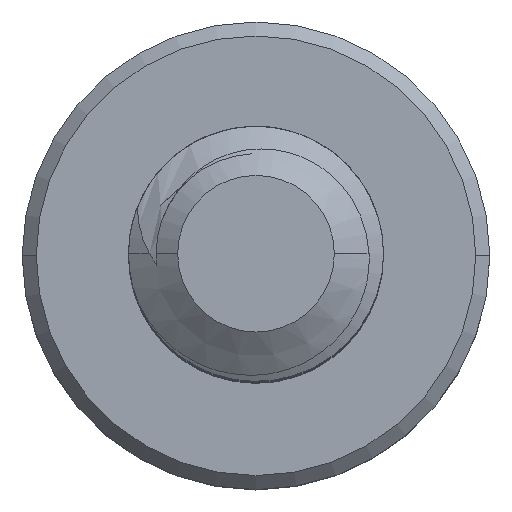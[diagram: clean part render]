
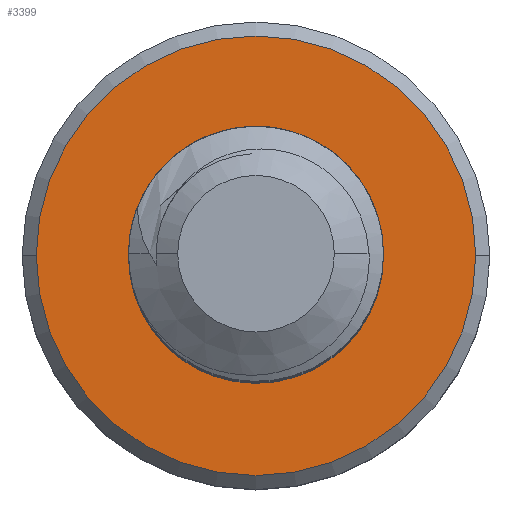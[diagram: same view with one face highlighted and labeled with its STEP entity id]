
A CAD part, top view. The second image highlights one B-rep face of the part: STEP entity #3399.
In plain terms, the highlighted planar face has unit normal (0, 0, 1).
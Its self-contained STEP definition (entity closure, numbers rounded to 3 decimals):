
#8 = CARTESIAN_POINT ( 'NONE',  ( 0., 0., -14. ) ) ;
#160 = CARTESIAN_POINT ( 'NONE',  ( 0., 0., -14. ) ) ;
#179 = ORIENTED_EDGE ( 'NONE', *, *, #5557, .F. ) ;
#229 = VERTEX_POINT ( 'NONE', #7149 ) ;
#584 = DIRECTION ( 'NONE',  ( 1., 0., 0. ) ) ;
#599 = CARTESIAN_POINT ( 'NONE',  ( 1.5, 0., -14. ) ) ;
#724 = AXIS2_PLACEMENT_3D ( 'NONE', #5720, #2346, #6267 ) ;
#733 = DIRECTION ( 'NONE',  ( -1., 0., 0. ) ) ;
#753 = VERTEX_POINT ( 'NONE', #4309 ) ;
#856 = AXIS2_PLACEMENT_3D ( 'NONE', #160, #4199, #733 ) ;
#1416 = AXIS2_PLACEMENT_3D ( 'NONE', #8, #4048, #584 ) ;
#1579 = FACE_BOUND ( 'NONE', #6308, .T. ) ;
#1583 = EDGE_CURVE ( 'NONE', #753, #229, #5445, .T. ) ;
#2001 = AXIS2_PLACEMENT_3D ( 'NONE', #3436, #7401, #4014 ) ;
#2020 = CIRCLE ( 'NONE', #1416, 1.5 ) ;
#2128 = VERTEX_POINT ( 'NONE', #599 ) ;
#2346 = DIRECTION ( 'NONE',  ( 0., 0., 1. ) ) ;
#2416 = ORIENTED_EDGE ( 'NONE', *, *, #5674, .T. ) ;
#2623 = PLANE ( 'NONE',  #5079 ) ;
#3232 = DIRECTION ( 'NONE',  ( 0., 0., -1. ) ) ;
#3399 = ADVANCED_FACE ( 'NONE', ( #7432, #1579 ), #2623, .F. ) ;
#3436 = CARTESIAN_POINT ( 'NONE',  ( 0., 0., -14. ) ) ;
#4014 = DIRECTION ( 'NONE',  ( 1., 0., 0. ) ) ;
#4048 = DIRECTION ( 'NONE',  ( 0., 0., 1. ) ) ;
#4149 = EDGE_CURVE ( 'NONE', #2128, #5687, #7424, .T. ) ;
#4199 = DIRECTION ( 'NONE',  ( 0., 0., 1. ) ) ;
#4309 = CARTESIAN_POINT ( 'NONE',  ( -2.585, 0., -14. ) ) ;
#5079 = AXIS2_PLACEMENT_3D ( 'NONE', #6572, #3232, #7186 ) ;
#5445 = CIRCLE ( 'NONE', #724, 2.585 ) ;
#5557 = EDGE_CURVE ( 'NONE', #5687, #2128, #2020, .T. ) ;
#5674 = EDGE_CURVE ( 'NONE', #229, #753, #6127, .T. ) ;
#5687 = VERTEX_POINT ( 'NONE', #6387 ) ;
#5720 = CARTESIAN_POINT ( 'NONE',  ( 0., 0., -14. ) ) ;
#6048 = ORIENTED_EDGE ( 'NONE', *, *, #1583, .T. ) ;
#6127 = CIRCLE ( 'NONE', #856, 2.585 ) ;
#6145 = EDGE_LOOP ( 'NONE', ( #6048, #2416 ) ) ;
#6267 = DIRECTION ( 'NONE',  ( -1., 0., 0. ) ) ;
#6308 = EDGE_LOOP ( 'NONE', ( #6687, #179 ) ) ;
#6387 = CARTESIAN_POINT ( 'NONE',  ( -1.5, 0., -14. ) ) ;
#6572 = CARTESIAN_POINT ( 'NONE',  ( 0., 0., -14. ) ) ;
#6687 = ORIENTED_EDGE ( 'NONE', *, *, #4149, .F. ) ;
#7149 = CARTESIAN_POINT ( 'NONE',  ( 2.585, 0., -14. ) ) ;
#7186 = DIRECTION ( 'NONE',  ( -1., 0., 0. ) ) ;
#7401 = DIRECTION ( 'NONE',  ( 0., 0., 1. ) ) ;
#7424 = CIRCLE ( 'NONE', #2001, 1.5 ) ;
#7432 = FACE_OUTER_BOUND ( 'NONE', #6145, .T. ) ;
